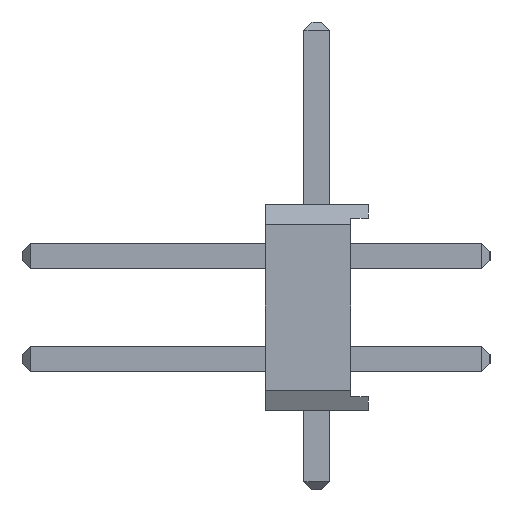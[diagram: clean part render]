
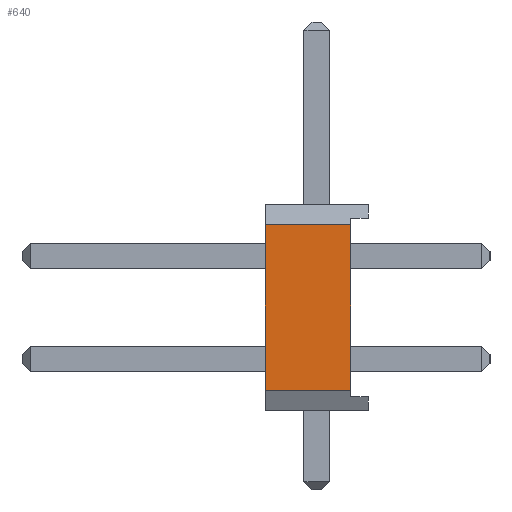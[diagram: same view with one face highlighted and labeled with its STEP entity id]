
A CAD part, left-side view. The second image highlights one B-rep face of the part: STEP entity #640.
In plain terms, the highlighted planar face has unit normal (-1, 0, 0).
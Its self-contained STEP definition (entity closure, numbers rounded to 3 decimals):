
#640 = ADVANCED_FACE( '', ( #1422 ), #1423, .T. );
#1422 = FACE_OUTER_BOUND( '', #2294, .T. );
#1423 = PLANE( '', #2295 );
#2294 = EDGE_LOOP( '', ( #4465, #4466, #4467, #4468 ) );
#2295 = AXIS2_PLACEMENT_3D( '', #4469, #4470, #4471 );
#4465 = ORIENTED_EDGE( '', *, *, #5196, .F. );
#4466 = ORIENTED_EDGE( '', *, *, #5896, .T. );
#4467 = ORIENTED_EDGE( '', *, *, #5234, .T. );
#4468 = ORIENTED_EDGE( '', *, *, #5658, .T. );
#4469 = CARTESIAN_POINT( '', ( -16.51, 0., 0. ) );
#4470 = DIRECTION( '', ( -1., 0., 0. ) );
#4471 = DIRECTION( '', ( 0., 0., 1. ) );
#5196 = EDGE_CURVE( '', #6275, #6277, #6278, .T. );
#5234 = EDGE_CURVE( '', #6334, #6340, #6342, .T. );
#5658 = EDGE_CURVE( '', #6340, #6277, #7036, .T. );
#5896 = EDGE_CURVE( '', #6275, #6334, #7360, .T. );
#6275 = VERTEX_POINT( '', #7844 );
#6277 = VERTEX_POINT( '', #7847 );
#6278 = LINE( '', #7848, #7849 );
#6334 = VERTEX_POINT( '', #7931 );
#6340 = VERTEX_POINT( '', #7940 );
#6342 = LINE( '', #7943, #7944 );
#7036 = LINE( '', #8980, #8981 );
#7360 = LINE( '', #9489, #9490 );
#7844 = CARTESIAN_POINT( '', ( -16.51, -0.832, -3.31 ) );
#7847 = CARTESIAN_POINT( '', ( -16.51, 1.27, -3.31 ) );
#7848 = CARTESIAN_POINT( '', ( -16.51, 0., -3.31 ) );
#7849 = VECTOR( '', #9850, 1000. );
#7931 = CARTESIAN_POINT( '', ( -16.51, -0.832, 0.77 ) );
#7940 = CARTESIAN_POINT( '', ( -16.51, 1.27, 0.77 ) );
#7943 = CARTESIAN_POINT( '', ( -16.51, 0., 0.77 ) );
#7944 = VECTOR( '', #9881, 1000. );
#8980 = CARTESIAN_POINT( '', ( -16.51, 1.27, 1.27 ) );
#8981 = VECTOR( '', #10224, 1000. );
#9489 = CARTESIAN_POINT( '', ( -16.51, -0.832, 0. ) );
#9490 = VECTOR( '', #10409, 1000. );
#9850 = DIRECTION( '', ( 0., 1., 0. ) );
#9881 = DIRECTION( '', ( 0., 1., 0. ) );
#10224 = DIRECTION( '', ( 0., 0., -1. ) );
#10409 = DIRECTION( '', ( 0., 0., 1. ) );
